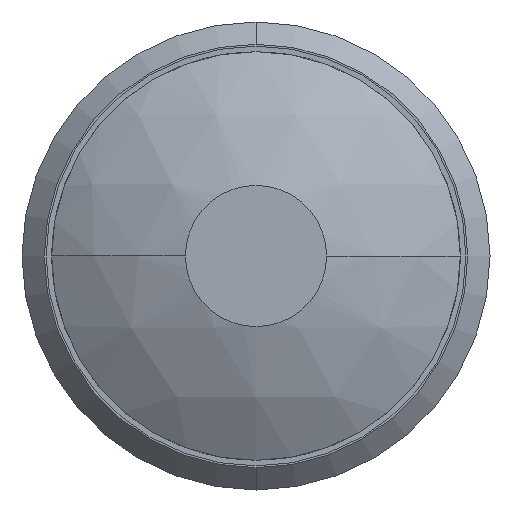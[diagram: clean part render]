
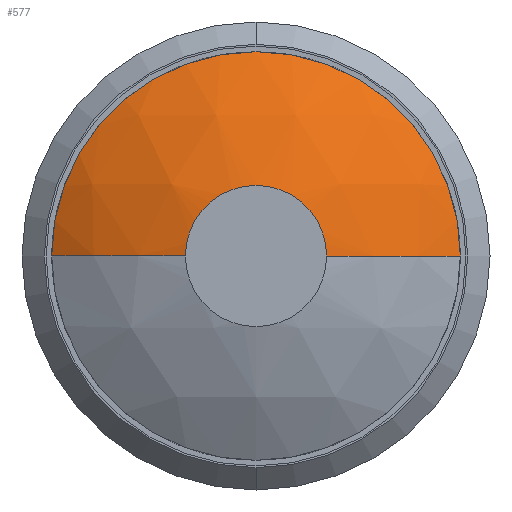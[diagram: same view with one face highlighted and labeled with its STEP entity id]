
A CAD part, front view. The second image highlights one B-rep face of the part: STEP entity #577.
In plain terms, the highlighted spherical face has radius 12.5 mm.
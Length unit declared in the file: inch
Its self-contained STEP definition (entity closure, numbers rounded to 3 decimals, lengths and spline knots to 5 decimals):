
#73 = EDGE_CURVE ( 'NONE', #502, #294, #844, .T. ) ;
#154 = DIRECTION ( 'NONE',  ( 0., 0., -1. ) ) ;
#167 = CARTESIAN_POINT ( 'NONE',  ( 0., 0.48287, 0. ) ) ;
#171 = DIRECTION ( 'NONE',  ( 0., 0., -1. ) ) ;
#180 = VERTEX_POINT ( 'NONE', #946 ) ;
#199 = EDGE_LOOP ( 'NONE', ( #1034, #446, #533, #466, #585 ) ) ;
#222 = CARTESIAN_POINT ( 'NONE',  ( 0.275, 0.07475, 0. ) ) ;
#255 = AXIS2_PLACEMENT_3D ( 'NONE', #870, #617, #171 ) ;
#289 = AXIS2_PLACEMENT_3D ( 'NONE', #356, #867, #1031 ) ;
#294 = VERTEX_POINT ( 'NONE', #562 ) ;
#301 = VERTEX_POINT ( 'NONE', #719 ) ;
#307 = DIRECTION ( 'NONE',  ( 0., -1., 0. ) ) ;
#356 = CARTESIAN_POINT ( 'NONE',  ( 0., 0.48287, 0. ) ) ;
#376 = CIRCLE ( 'NONE', #289, 0.49213 ) ;
#438 = VERTEX_POINT ( 'NONE', #222 ) ;
#446 = ORIENTED_EDGE ( 'NONE', *, *, #1080, .T. ) ;
#466 = ORIENTED_EDGE ( 'NONE', *, *, #73, .F. ) ;
#502 = VERTEX_POINT ( 'NONE', #1088 ) ;
#504 = DIRECTION ( 'NONE',  ( 1., 0., 0. ) ) ;
#510 = DIRECTION ( 'NONE',  ( 0., 0., -1. ) ) ;
#523 = EDGE_CURVE ( 'NONE', #438, #502, #530, .T. ) ;
#530 = CIRCLE ( 'NONE', #677, 0.49213 ) ;
#533 = ORIENTED_EDGE ( 'NONE', *, *, #729, .T. ) ;
#562 = CARTESIAN_POINT ( 'NONE',  ( -0.095, 0., 0. ) ) ;
#575 = CIRCLE ( 'NONE', #255, 0.275 ) ;
#577 = ADVANCED_FACE ( 'NONE', ( #579 ), #1011, .T. ) ;
#579 = FACE_OUTER_BOUND ( 'NONE', #199, .T. ) ;
#585 = ORIENTED_EDGE ( 'NONE', *, *, #523, .F. ) ;
#602 = AXIS2_PLACEMENT_3D ( 'NONE', #927, #747, #510 ) ;
#617 = DIRECTION ( 'NONE',  ( 0., -1., 0. ) ) ;
#644 = DIRECTION ( 'NONE',  ( 0., 0., -1. ) ) ;
#655 = DIRECTION ( 'NONE',  ( 0., 0., 1. ) ) ;
#677 = AXIS2_PLACEMENT_3D ( 'NONE', #758, #154, #1079 ) ;
#719 = CARTESIAN_POINT ( 'NONE',  ( 0., 0.07475, 0.275 ) ) ;
#729 = EDGE_CURVE ( 'NONE', #180, #294, #376, .T. ) ;
#747 = DIRECTION ( 'NONE',  ( 0., -1., 0. ) ) ;
#758 = CARTESIAN_POINT ( 'NONE',  ( 0., 0.48287, 0. ) ) ;
#802 = AXIS2_PLACEMENT_3D ( 'NONE', #167, #655, #504 ) ;
#819 = AXIS2_PLACEMENT_3D ( 'NONE', #1061, #307, #644 ) ;
#844 = CIRCLE ( 'NONE', #602, 0.095 ) ;
#867 = DIRECTION ( 'NONE',  ( 0., 0., 1. ) ) ;
#870 = CARTESIAN_POINT ( 'NONE',  ( 0., 0.07475, 0. ) ) ;
#882 = EDGE_CURVE ( 'NONE', #438, #301, #1025, .T. ) ;
#927 = CARTESIAN_POINT ( 'NONE',  ( 0., 0., 0. ) ) ;
#946 = CARTESIAN_POINT ( 'NONE',  ( -0.275, 0.07475, 0. ) ) ;
#1011 = SPHERICAL_SURFACE ( 'NONE', #802, 0.49213 ) ;
#1025 = CIRCLE ( 'NONE', #819, 0.275 ) ;
#1031 = DIRECTION ( 'NONE',  ( 1., 0., 0. ) ) ;
#1034 = ORIENTED_EDGE ( 'NONE', *, *, #882, .T. ) ;
#1061 = CARTESIAN_POINT ( 'NONE',  ( 0., 0.07475, 0. ) ) ;
#1079 = DIRECTION ( 'NONE',  ( -1., 0., 0. ) ) ;
#1080 = EDGE_CURVE ( 'NONE', #301, #180, #575, .T. ) ;
#1088 = CARTESIAN_POINT ( 'NONE',  ( 0.095, 0., 0. ) ) ;
